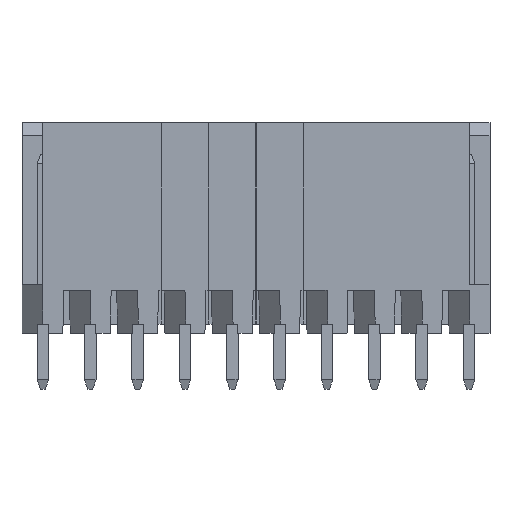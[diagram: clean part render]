
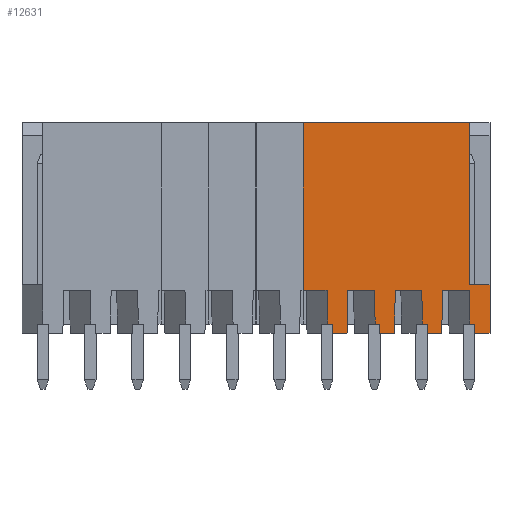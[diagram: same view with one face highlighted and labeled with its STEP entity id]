
A CAD part, front view. The second image highlights one B-rep face of the part: STEP entity #12631.
In plain terms, the highlighted face is planar.
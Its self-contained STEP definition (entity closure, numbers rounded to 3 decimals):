
#285=ORIENTED_EDGE('',*,*,#2782,.F.);
#286=ORIENTED_EDGE('',*,*,#2908,.T.);
#287=ORIENTED_EDGE('',*,*,#2909,.F.);
#288=ORIENTED_EDGE('',*,*,#2910,.F.);
#289=ORIENTED_EDGE('',*,*,#2911,.T.);
#290=ORIENTED_EDGE('',*,*,#2912,.F.);
#291=ORIENTED_EDGE('',*,*,#2913,.F.);
#292=ORIENTED_EDGE('',*,*,#2914,.T.);
#293=ORIENTED_EDGE('',*,*,#2915,.F.);
#294=ORIENTED_EDGE('',*,*,#2916,.F.);
#295=ORIENTED_EDGE('',*,*,#2917,.T.);
#296=ORIENTED_EDGE('',*,*,#2918,.T.);
#297=ORIENTED_EDGE('',*,*,#2919,.T.);
#298=ORIENTED_EDGE('',*,*,#2920,.F.);
#299=ORIENTED_EDGE('',*,*,#2921,.T.);
#300=ORIENTED_EDGE('',*,*,#2922,.T.);
#301=ORIENTED_EDGE('',*,*,#2923,.T.);
#302=ORIENTED_EDGE('',*,*,#2924,.T.);
#303=ORIENTED_EDGE('',*,*,#2874,.F.);
#304=ORIENTED_EDGE('',*,*,#2925,.F.);
#305=ORIENTED_EDGE('',*,*,#2813,.F.);
#306=ORIENTED_EDGE('',*,*,#2926,.T.);
#307=ORIENTED_EDGE('',*,*,#2803,.F.);
#308=ORIENTED_EDGE('',*,*,#2789,.T.);
#309=ORIENTED_EDGE('',*,*,#2927,.F.);
#310=ORIENTED_EDGE('',*,*,#2811,.F.);
#311=ORIENTED_EDGE('',*,*,#2807,.T.);
#312=ORIENTED_EDGE('',*,*,#2778,.F.);
#2778=EDGE_CURVE('',#4121,#4117,#5006,.T.);
#2782=EDGE_CURVE('',#4124,#4121,#5010,.T.);
#2789=EDGE_CURVE('',#4130,#4131,#5017,.T.);
#2803=EDGE_CURVE('',#4130,#4139,#5031,.T.);
#2807=EDGE_CURVE('',#4142,#4117,#5035,.T.);
#2811=EDGE_CURVE('',#4142,#4144,#5039,.T.);
#2813=EDGE_CURVE('',#4145,#4146,#5041,.T.);
#2874=EDGE_CURVE('',#4185,#4186,#5102,.T.);
#2908=EDGE_CURVE('',#4124,#4217,#5136,.T.);
#2909=EDGE_CURVE('',#4218,#4217,#5137,.T.);
#2910=EDGE_CURVE('',#4219,#4218,#5138,.T.);
#2911=EDGE_CURVE('',#4219,#4220,#5139,.T.);
#2912=EDGE_CURVE('',#4221,#4220,#5140,.T.);
#2913=EDGE_CURVE('',#4222,#4221,#5141,.T.);
#2914=EDGE_CURVE('',#4222,#4223,#5142,.T.);
#2915=EDGE_CURVE('',#4224,#4223,#5143,.T.);
#2916=EDGE_CURVE('',#4225,#4224,#5144,.T.);
#2917=EDGE_CURVE('',#4225,#4226,#5145,.T.);
#2918=EDGE_CURVE('',#4226,#4227,#5146,.T.);
#2919=EDGE_CURVE('',#4227,#4228,#5147,.T.);
#2920=EDGE_CURVE('',#4229,#4228,#5148,.T.);
#2921=EDGE_CURVE('',#4229,#4230,#5149,.T.);
#2922=EDGE_CURVE('',#4230,#4231,#5150,.T.);
#2923=EDGE_CURVE('',#4231,#4232,#5151,.T.);
#2924=EDGE_CURVE('',#4232,#4186,#5152,.T.);
#2925=EDGE_CURVE('',#4146,#4185,#5153,.T.);
#2926=EDGE_CURVE('',#4145,#4139,#5154,.T.);
#2927=EDGE_CURVE('',#4144,#4131,#5155,.T.);
#4117=VERTEX_POINT('',#15993);
#4121=VERTEX_POINT('',#16001);
#4124=VERTEX_POINT('',#16011);
#4130=VERTEX_POINT('',#16026);
#4131=VERTEX_POINT('',#16027);
#4139=VERTEX_POINT('',#16051);
#4142=VERTEX_POINT('',#16062);
#4144=VERTEX_POINT('',#16070);
#4145=VERTEX_POINT('',#16074);
#4146=VERTEX_POINT('',#16075);
#4185=VERTEX_POINT('',#16196);
#4186=VERTEX_POINT('',#16198);
#4217=VERTEX_POINT('',#16265);
#4218=VERTEX_POINT('',#16267);
#4219=VERTEX_POINT('',#16269);
#4220=VERTEX_POINT('',#16271);
#4221=VERTEX_POINT('',#16273);
#4222=VERTEX_POINT('',#16275);
#4223=VERTEX_POINT('',#16277);
#4224=VERTEX_POINT('',#16279);
#4225=VERTEX_POINT('',#16281);
#4226=VERTEX_POINT('',#16283);
#4227=VERTEX_POINT('',#16285);
#4228=VERTEX_POINT('',#16287);
#4229=VERTEX_POINT('',#16289);
#4230=VERTEX_POINT('',#16291);
#4231=VERTEX_POINT('',#16293);
#4232=VERTEX_POINT('',#16295);
#5006=LINE('',#16002,#6355);
#5010=LINE('',#16010,#6359);
#5017=LINE('',#16025,#6366);
#5031=LINE('',#16053,#6380);
#5035=LINE('',#16061,#6384);
#5039=LINE('',#16069,#6388);
#5041=LINE('',#16073,#6390);
#5102=LINE('',#16197,#6451);
#5136=LINE('',#16264,#6485);
#5137=LINE('',#16266,#6486);
#5138=LINE('',#16268,#6487);
#5139=LINE('',#16270,#6488);
#5140=LINE('',#16272,#6489);
#5141=LINE('',#16274,#6490);
#5142=LINE('',#16276,#6491);
#5143=LINE('',#16278,#6492);
#5144=LINE('',#16280,#6493);
#5145=LINE('',#16282,#6494);
#5146=LINE('',#16284,#6495);
#5147=LINE('',#16286,#6496);
#5148=LINE('',#16288,#6497);
#5149=LINE('',#16290,#6498);
#5150=LINE('',#16292,#6499);
#5151=LINE('',#16294,#6500);
#5152=LINE('',#16296,#6501);
#5153=LINE('',#16297,#6502);
#5154=LINE('',#16298,#6503);
#5155=LINE('',#16299,#6504);
#6355=VECTOR('',#13647,1000.);
#6359=VECTOR('',#13655,1000.);
#6366=VECTOR('',#13666,1000.);
#6380=VECTOR('',#13688,1000.);
#6384=VECTOR('',#13696,1000.);
#6388=VECTOR('',#13704,1000.);
#6390=VECTOR('',#13708,1000.);
#6451=VECTOR('',#13813,1000.);
#6485=VECTOR('',#13851,1000.);
#6486=VECTOR('',#13852,1000.);
#6487=VECTOR('',#13853,1000.);
#6488=VECTOR('',#13854,1000.);
#6489=VECTOR('',#13855,1000.);
#6490=VECTOR('',#13856,1000.);
#6491=VECTOR('',#13857,1000.);
#6492=VECTOR('',#13858,1000.);
#6493=VECTOR('',#13859,1000.);
#6494=VECTOR('',#13860,1000.);
#6495=VECTOR('',#13861,1000.);
#6496=VECTOR('',#13862,1000.);
#6497=VECTOR('',#13863,1000.);
#6498=VECTOR('',#13864,1000.);
#6499=VECTOR('',#13865,1000.);
#6500=VECTOR('',#13866,1000.);
#6501=VECTOR('',#13867,1000.);
#6502=VECTOR('',#13868,1000.);
#6503=VECTOR('',#13869,1000.);
#6504=VECTOR('',#13870,1000.);
#7716=EDGE_LOOP('',(#285,#286,#287,#288,#289,#290,#291,#292,#293,#294,#295,
#296,#297,#298,#299,#300,#301,#302,#303,#304,#305,#306,#307,#308,#309,#310,
#311,#312));
#8224=FACE_BOUND('',#7716,.T.);
#8728=PLANE('',#13134);
#12631=ADVANCED_FACE('',(#8224),#8728,.T.);
#13134=AXIS2_PLACEMENT_3D('',#16263,#13849,#13850);
#13647=DIRECTION('',(0.,-1.,-0.022));
#13655=DIRECTION('',(0.,0.,-1.));
#13666=DIRECTION('',(0.,-1.,0.022));
#13688=DIRECTION('',(0.,0.,-1.));
#13696=DIRECTION('',(0.,0.,1.));
#13704=DIRECTION('',(0.,1.,0.));
#13708=DIRECTION('',(0.,0.,1.));
#13813=DIRECTION('',(0.,0.,1.));
#13849=DIRECTION('',(-1.,0.,0.));
#13850=DIRECTION('',(0.,-1.,0.));
#13851=DIRECTION('',(0.,-1.,0.022));
#13852=DIRECTION('',(0.,0.,-1.));
#13853=DIRECTION('',(0.,1.,0.));
#13854=DIRECTION('',(0.,0.,1.));
#13855=DIRECTION('',(0.,-1.,-0.022));
#13856=DIRECTION('',(0.,0.,-1.));
#13857=DIRECTION('',(0.,-1.,0.022));
#13858=DIRECTION('',(0.,0.,-1.));
#13859=DIRECTION('',(0.,1.,0.));
#13860=DIRECTION('',(0.,0.,1.));
#13861=DIRECTION('',(0.,1.,0.022));
#13862=DIRECTION('',(0.,0.,1.));
#13863=DIRECTION('',(0.,1.,-0.022));
#13864=DIRECTION('',(0.,0.,1.));
#13865=DIRECTION('',(0.,-1.,0.));
#13866=DIRECTION('',(0.,0.,1.));
#13867=DIRECTION('',(0.,1.,0.));
#13868=DIRECTION('',(0.,-1.,0.));
#13869=DIRECTION('',(0.,-1.,0.));
#13870=DIRECTION('',(0.,0.,-1.));
#15993=CARTESIAN_POINT('',(-5.,0.,2.14));
#16001=CARTESIAN_POINT('',(-5.,2.3,2.19));
#16002=CARTESIAN_POINT('',(-5.,0.,2.14));
#16010=CARTESIAN_POINT('',(-5.,2.3,-2.59));
#16011=CARTESIAN_POINT('',(-5.,2.3,3.61));
#16025=CARTESIAN_POINT('',(-5.,1.174,1.095));
#16026=CARTESIAN_POINT('',(-5.,2.3,1.07));
#16027=CARTESIAN_POINT('',(-5.,0.5,1.109));
#16051=CARTESIAN_POINT('',(-5.,2.3,-0.197));
#16053=CARTESIAN_POINT('',(-5.,2.3,-5.13));
#16061=CARTESIAN_POINT('',(-5.,0.,-5.13));
#16062=CARTESIAN_POINT('',(-5.,0.,1.37));
#16069=CARTESIAN_POINT('',(-5.,0.,1.37));
#16070=CARTESIAN_POINT('',(-5.,0.5,1.37));
#16073=CARTESIAN_POINT('',(-5.,11.3,-40.69));
#16074=CARTESIAN_POINT('',(-5.,11.3,-0.197));
#16075=CARTESIAN_POINT('',(-5.,11.3,8.69));
#16196=CARTESIAN_POINT('',(-5.,2.6,8.69));
#16197=CARTESIAN_POINT('',(-5.,2.6,-40.69));
#16198=CARTESIAN_POINT('',(-5.,2.6,9.81));
#16263=CARTESIAN_POINT('',(-5.,0.,-30.83));
#16264=CARTESIAN_POINT('',(-5.,1.174,3.635));
#16265=CARTESIAN_POINT('',(-5.,0.5,3.649));
#16266=CARTESIAN_POINT('',(-5.,0.5,-2.59));
#16267=CARTESIAN_POINT('',(-5.,0.5,3.91));
#16268=CARTESIAN_POINT('',(-5.,0.,3.91));
#16269=CARTESIAN_POINT('',(-5.,0.,3.91));
#16270=CARTESIAN_POINT('',(-5.,0.,-2.59));
#16271=CARTESIAN_POINT('',(-5.,0.,4.68));
#16272=CARTESIAN_POINT('',(-5.,0.,4.68));
#16273=CARTESIAN_POINT('',(-5.,2.3,4.73));
#16274=CARTESIAN_POINT('',(-5.,2.3,-0.05));
#16275=CARTESIAN_POINT('',(-5.,2.3,6.15));
#16276=CARTESIAN_POINT('',(-5.,1.174,6.175));
#16277=CARTESIAN_POINT('',(-5.,0.5,6.189));
#16278=CARTESIAN_POINT('',(-5.,0.5,-0.05));
#16279=CARTESIAN_POINT('',(-5.,0.5,6.45));
#16280=CARTESIAN_POINT('',(-5.,0.,6.45));
#16281=CARTESIAN_POINT('',(-5.,0.,6.45));
#16282=CARTESIAN_POINT('',(-5.,0.,-0.05));
#16283=CARTESIAN_POINT('',(-5.,0.,7.22));
#16284=CARTESIAN_POINT('',(-5.,0.,7.22));
#16285=CARTESIAN_POINT('',(-5.,2.3,7.27));
#16286=CARTESIAN_POINT('',(-5.,2.3,-0.05));
#16287=CARTESIAN_POINT('',(-5.,2.3,8.69));
#16288=CARTESIAN_POINT('',(-5.,0.,8.74));
#16289=CARTESIAN_POINT('',(-5.,0.5,8.729));
#16290=CARTESIAN_POINT('',(-5.,0.5,-0.05));
#16291=CARTESIAN_POINT('',(-5.,0.5,8.99));
#16292=CARTESIAN_POINT('',(-5.,0.,8.99));
#16293=CARTESIAN_POINT('',(-5.,0.,8.99));
#16294=CARTESIAN_POINT('',(-5.,0.,-0.05));
#16295=CARTESIAN_POINT('',(-5.,0.,9.81));
#16296=CARTESIAN_POINT('',(-5.,0.,9.81));
#16297=CARTESIAN_POINT('',(-5.,0.,8.69));
#16298=CARTESIAN_POINT('',(-5.,0.,-0.197));
#16299=CARTESIAN_POINT('',(-5.,0.5,-5.13));
